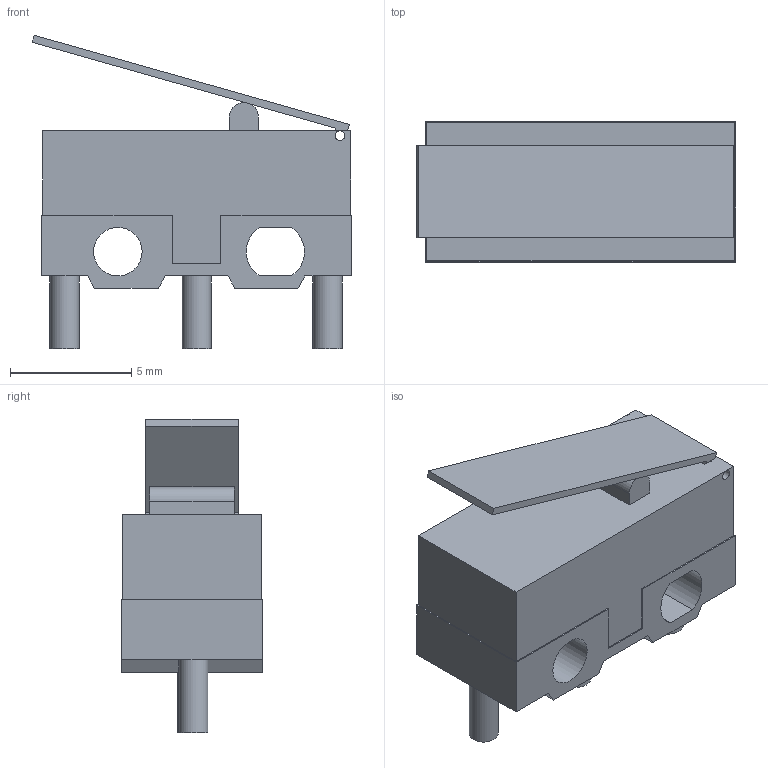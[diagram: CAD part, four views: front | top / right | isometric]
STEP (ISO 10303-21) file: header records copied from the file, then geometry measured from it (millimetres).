
FILE_DESCRIPTION(/* description */ (''),/* implementation_level */ '2;1');
FILE_NAME(/* name */ 'Omron D2F-5L Microswitch.stp',/* time_stamp */ '2024-08-31T18:21:36-06:00',/* author */ ('PC'),/* organization */ (''),/* preprocessor_version */ 'ST-DEVELOPER v20',/* originating_system */ 'Autodesk Inventor 2025',/* authorisation */ '');
FILE_SCHEMA (('AUTOMOTIVE_DESIGN { 1 0 10303 214 3 1 1 }'));
Length unit declared in the file: millimetre
Products named in the file (6): KW10 Microswitch v2 v1; Component2; Component3; Component6; Component7; Component8
Assembly tree (5 placements, depth 4):
  KW10 Microswitch v2 v1
    Component2
      Component3
        Component6
      Component7
      Component8
Bounding box: 13.18 x 5.8 x 12.93 mm (x, y, z)
Volume: 440.8 mm3; surface area: 623.5 mm2
Topology: 3 solids, 3 shells, 59 faces, 147 edges, 98 vertices
Faces by surface type: plane 48, cylinder 11
Full cylindrical faces by diameter (mm): 0.4 x3, 1.2 x3, 2 x1
Entity records: 1987 total; most frequent: CARTESIAN_POINT 315, DIRECTION 309, ORIENTED_EDGE 294, EDGE_CURVE 147, LINE 125, VECTOR 125, VERTEX_POINT 98, AXIS2_PLACEMENT_3D 92
